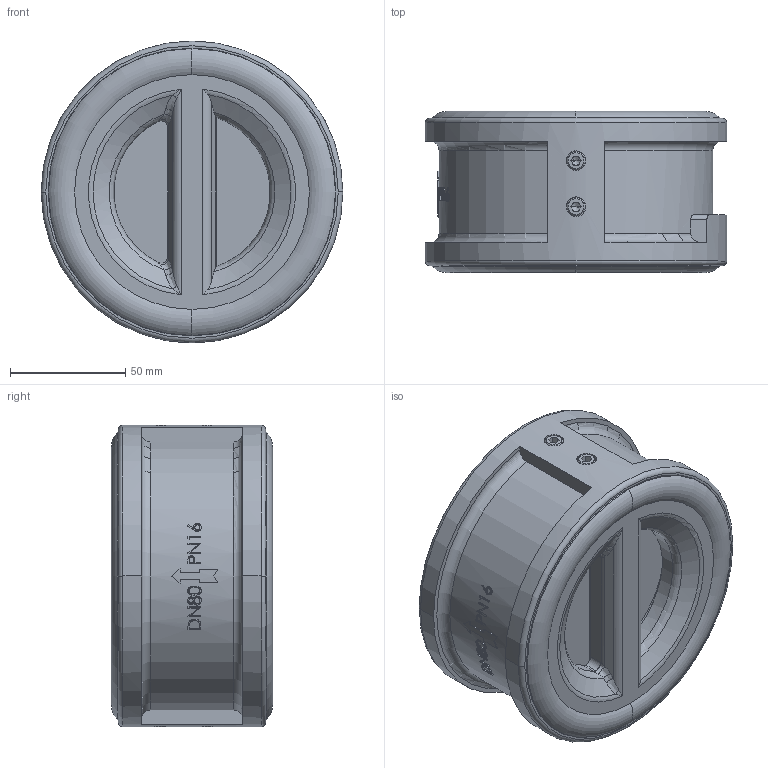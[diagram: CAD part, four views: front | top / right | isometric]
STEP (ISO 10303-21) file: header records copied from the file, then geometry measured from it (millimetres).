
FILE_DESCRIPTION (( 'STEP AP214' ), '1' );
FILE_NAME ('80·§Ìå.STEP', '2018-02-08T02:49:05', ( 'User' ), ( 'china' ), 'SwSTEP 2.0', 'SolidWorks 2012', '' );
FILE_SCHEMA (( 'AUTOMOTIVE_DESIGN' ));
Length unit declared in the file: millimetre
Products named in the file (1): 80概极
Bounding box: 131 x 69.95 x 131 mm (x, y, z)
Volume: 479180.8 mm3; surface area: 93787.3 mm2
Topology: 1 solids, 5 shells, 567 faces, 1480 edges, 917 vertices
Faces by surface type: plane 212, cylinder 186, bspline 83, torus 52, cone 34
Entity records: 39784 total; most frequent: CARTESIAN_POINT 26503, ORIENTED_EDGE 2940, DIRECTION 2521, EDGE_CURVE 1470, AXIS2_PLACEMENT_3D 992, VERTEX_POINT 917, EDGE_LOOP 619, FACE_OUTER_BOUND 567
